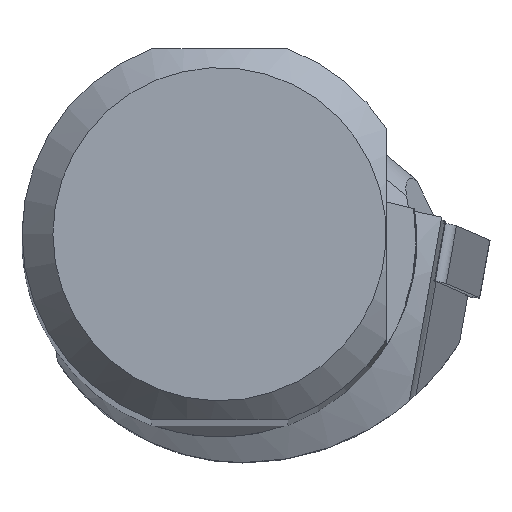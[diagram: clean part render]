
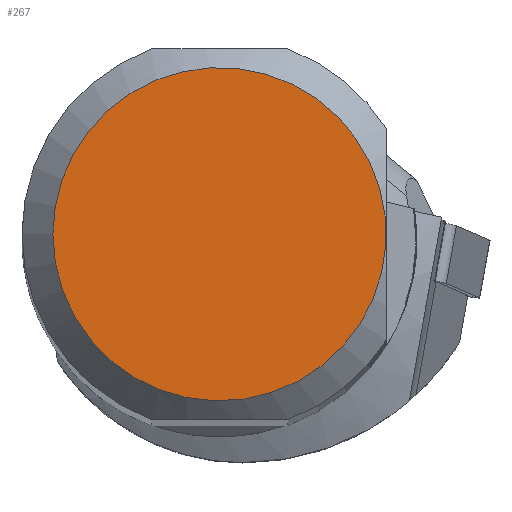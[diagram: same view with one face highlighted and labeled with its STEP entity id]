
A CAD part, top view. The second image highlights one B-rep face of the part: STEP entity #267.
In plain terms, the highlighted planar face has unit normal (0, 0, 1).
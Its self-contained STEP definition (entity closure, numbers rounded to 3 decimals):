
#189=FACE_OUTER_BOUND('',#647,.T.);
#267=ADVANCED_FACE('CU_SU_BP3',(#189),#327,.T.);
#327=PLANE('',#1703);
#647=EDGE_LOOP('',(#880));
#880=ORIENTED_EDGE('',*,*,#1402,.F.);
#1229=VERTEX_POINT('',#2595);
#1402=EDGE_CURVE('',#1229,#1229,#1521,.T.);
#1521=CIRCLE('',#1702,13.489);
#1702=AXIS2_PLACEMENT_3D('',#2594,#2006,#2007);
#1703=AXIS2_PLACEMENT_3D('',#2596,#2008,#2009);
#2006=DIRECTION('',(0.,0.,-1.));
#2007=DIRECTION('',(-1.,0.,0.));
#2008=DIRECTION('',(0.,0.,1.));
#2009=DIRECTION('',(-1.,0.,0.));
#2594=CARTESIAN_POINT('',(0.,0.,0.));
#2595=CARTESIAN_POINT('',(-13.489,0.,0.));
#2596=CARTESIAN_POINT('',(0.,0.,
0.));
